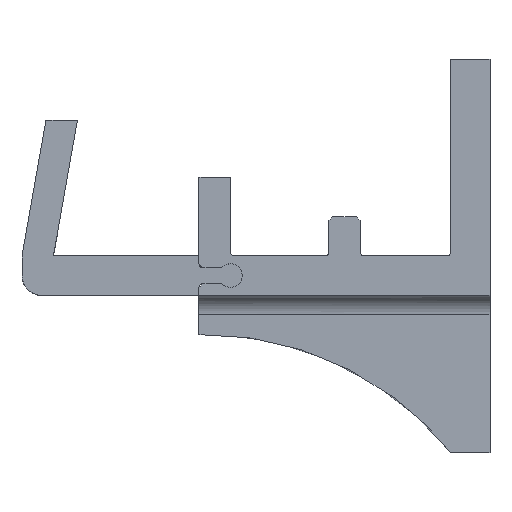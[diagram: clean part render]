
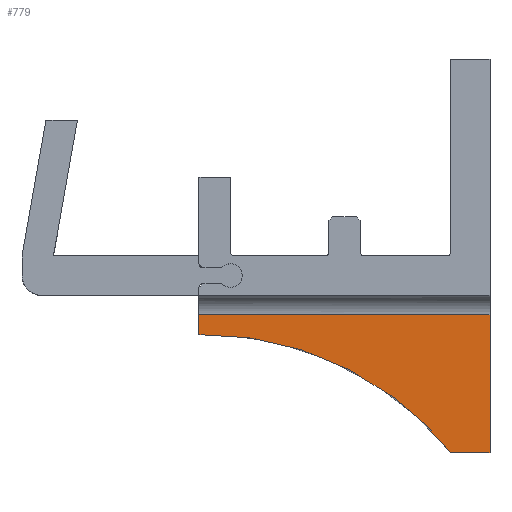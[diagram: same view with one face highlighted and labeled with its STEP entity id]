
A CAD part, top view. The second image highlights one B-rep face of the part: STEP entity #779.
In plain terms, the highlighted free-form (B-spline) face has degree [1, 1] with [2, 2] control points.
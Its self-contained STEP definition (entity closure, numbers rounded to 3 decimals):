
#753 = VERTEX_POINT('',#754);
#754 = CARTESIAN_POINT('',(5.821,-46.571,20.375
    ));
#760 = EDGE_CURVE('',#761,#753,#763,.T.);
#761 = VERTEX_POINT('',#762);
#762 = CARTESIAN_POINT('',(-80.334,-46.571,
    20.375));
#763 = B_SPLINE_CURVE_WITH_KNOTS('',1,(#764,#765),.UNSPECIFIED.,.F.,.F.,
  (2,2),(-35.,39.),.PIECEWISE_BEZIER_KNOTS.);
#764 = CARTESIAN_POINT('',(-80.334,-46.571,
    20.375));
#765 = CARTESIAN_POINT('',(5.821,-46.571,20.375
    ));
#779 = ADVANCED_FACE('',(#780),#810,.T.);
#780 = FACE_BOUND('',#781,.T.);
#781 = EDGE_LOOP('',(#782,#783,#790,#798,#805));
#782 = ORIENTED_EDGE('',*,*,#760,.F.);
#783 = ORIENTED_EDGE('',*,*,#784,.T.);
#784 = EDGE_CURVE('',#761,#785,#787,.T.);
#785 = VERTEX_POINT('',#786);
#786 = CARTESIAN_POINT('',(-80.334,-52.392,
    20.375));
#787 = B_SPLINE_CURVE_WITH_KNOTS('',1,(#788,#789),.UNSPECIFIED.,.F.,.F.,
  (2,2),(5.,10.),.PIECEWISE_BEZIER_KNOTS.);
#788 = CARTESIAN_POINT('',(-80.334,-46.571,
    20.375));
#789 = CARTESIAN_POINT('',(-80.334,-52.392,
    20.375));
#790 = ORIENTED_EDGE('',*,*,#791,.T.);
#791 = EDGE_CURVE('',#785,#792,#794,.T.);
#792 = VERTEX_POINT('',#793);
#793 = CARTESIAN_POINT('',(-5.821,-87.32,
    20.375));
#794 = ( BOUNDED_CURVE() B_SPLINE_CURVE(2,(#795,#796,#797),
.UNSPECIFIED.,.F.,.F.) B_SPLINE_CURVE_WITH_KNOTS((3,3),(2.226,
3.142),.PIECEWISE_BEZIER_KNOTS.) CURVE() 
GEOMETRIC_REPRESENTATION_ITEM() RATIONAL_B_SPLINE_CURVE((1.,0.897
,1.)) REPRESENTATION_ITEM('') );
#795 = CARTESIAN_POINT('',(-80.334,-52.392,
    20.375));
#796 = CARTESIAN_POINT('',(-34.478,-51.51,20.375
    ));
#797 = CARTESIAN_POINT('',(-5.821,-87.32,
    20.375));
#798 = ORIENTED_EDGE('',*,*,#799,.T.);
#799 = EDGE_CURVE('',#792,#800,#802,.T.);
#800 = VERTEX_POINT('',#801);
#801 = CARTESIAN_POINT('',(5.821,-87.32,20.375
    ));
#802 = B_SPLINE_CURVE_WITH_KNOTS('',1,(#803,#804),.UNSPECIFIED.,.F.,.F.,
  (2,2),(0.,10.),.PIECEWISE_BEZIER_KNOTS.);
#803 = CARTESIAN_POINT('',(-5.821,-87.32,
    20.375));
#804 = CARTESIAN_POINT('',(5.821,-87.32,20.375
    ));
#805 = ORIENTED_EDGE('',*,*,#806,.T.);
#806 = EDGE_CURVE('',#800,#753,#807,.T.);
#807 = B_SPLINE_CURVE_WITH_KNOTS('',1,(#808,#809),.UNSPECIFIED.,.F.,.F.,
  (2,2),(0.,35.),.PIECEWISE_BEZIER_KNOTS.);
#808 = CARTESIAN_POINT('',(5.821,-87.32,20.375
    ));
#809 = CARTESIAN_POINT('',(5.821,-46.571,20.375
    ));
#810 = B_SPLINE_SURFACE_WITH_KNOTS('',1,1,(
    (#811,#812)
    ,(#813,#814
    )),.UNSPECIFIED.,.F.,.F.,.F.,(2,2),(2,2),(-37.,37.),(-20.,15.),
  .PIECEWISE_BEZIER_KNOTS.);
#811 = CARTESIAN_POINT('',(-80.334,-87.32,
    20.375));
#812 = CARTESIAN_POINT('',(-80.334,-46.571,
    20.375));
#813 = CARTESIAN_POINT('',(5.821,-87.32,20.375
    ));
#814 = CARTESIAN_POINT('',(5.821,-46.571,20.375
    ));
